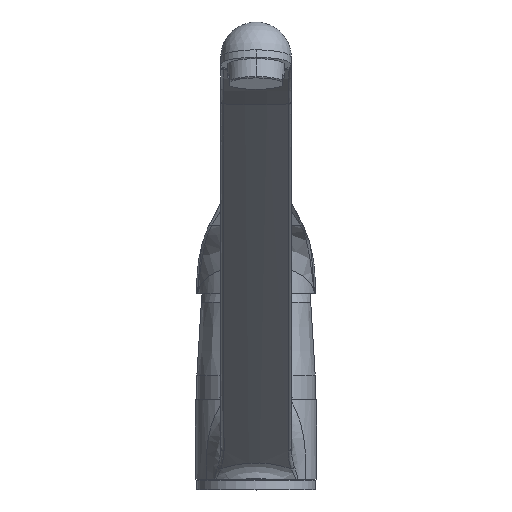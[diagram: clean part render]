
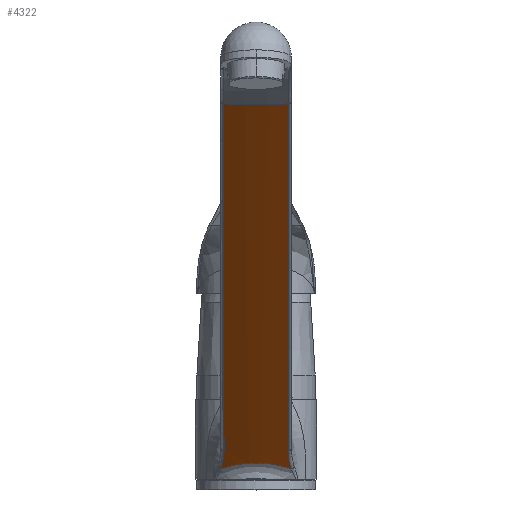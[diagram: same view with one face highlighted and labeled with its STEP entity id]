
A CAD part, top view. The second image highlights one B-rep face of the part: STEP entity #4322.
In plain terms, the highlighted cylindrical face has radius 217.812 mm (diameter 435.625 mm), a partial arc.
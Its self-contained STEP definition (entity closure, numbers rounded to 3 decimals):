
#154=CARTESIAN_POINT('',(-14.802,8.769,24.759));
#406=CARTESIAN_POINT('',(13.463,16.314,33.571));
#407=CARTESIAN_POINT('',(13.504,33.332,53.144));
#408=CARTESIAN_POINT('',(13.588,66.813,91.651));
#409=CARTESIAN_POINT('',(13.708,115.308,147.427));
#410=CARTESIAN_POINT('',(13.785,146.607,183.425));
#411=CARTESIAN_POINT('',(13.822,161.989,201.116));
#413=CARTESIAN_POINT('',(14.772,8.78,24.775));
#414=CARTESIAN_POINT('',(14.677,9.047,25.092));
#415=CARTESIAN_POINT('',(14.496,9.585,25.729));
#416=CARTESIAN_POINT('',(14.254,10.406,26.697));
#417=CARTESIAN_POINT('',(14.043,11.239,27.676));
#418=CARTESIAN_POINT('',(13.863,12.084,28.666));
#419=CARTESIAN_POINT('',(13.715,12.939,29.664));
#420=CARTESIAN_POINT('',(13.6,13.796,30.661));
#421=CARTESIAN_POINT('',(13.519,14.649,31.65));
#422=CARTESIAN_POINT('',(13.471,15.492,32.625));
#423=CARTESIAN_POINT('',(13.462,16.042,33.258));
#424=CARTESIAN_POINT('',(13.463,16.314,33.571));
#426=CARTESIAN_POINT('',(14.772,8.78,24.775));
#427=CARTESIAN_POINT('',(14.503,8.879,24.916));
#428=CARTESIAN_POINT('',(13.963,9.069,25.189));
#429=CARTESIAN_POINT('',(13.145,9.337,25.575));
#430=CARTESIAN_POINT('',(12.32,9.586,25.935));
#431=CARTESIAN_POINT('',(11.49,9.818,26.271));
#432=CARTESIAN_POINT('',(10.655,10.032,26.582));
#433=CARTESIAN_POINT('',(9.816,10.228,26.868));
#434=CARTESIAN_POINT('',(8.973,10.407,27.129));
#435=CARTESIAN_POINT('',(8.127,10.569,27.366));
#436=CARTESIAN_POINT('',(7.278,10.714,27.579));
#437=CARTESIAN_POINT('',(6.426,10.843,27.768));
#438=CARTESIAN_POINT('',(5.571,10.955,27.933));
#439=CARTESIAN_POINT('',(4.715,11.051,28.074));
#440=CARTESIAN_POINT('',(3.856,11.131,28.191));
#441=CARTESIAN_POINT('',(2.997,11.194,28.285));
#442=CARTESIAN_POINT('',(2.136,11.242,28.355));
#443=CARTESIAN_POINT('',(1.275,11.273,28.402));
#444=CARTESIAN_POINT('',(0.413,11.289,28.425));
#445=CARTESIAN_POINT('',(-0.449,11.288,28.424));
#446=CARTESIAN_POINT('',(-1.311,11.272,28.4));
#447=CARTESIAN_POINT('',(-2.172,11.24,28.353));
#448=CARTESIAN_POINT('',(-3.033,11.192,28.282));
#449=CARTESIAN_POINT('',(-3.892,11.127,28.187));
#450=CARTESIAN_POINT('',(-4.751,11.047,28.069));
#451=CARTESIAN_POINT('',(-5.607,10.951,27.927));
#452=CARTESIAN_POINT('',(-6.462,10.838,27.761));
#453=CARTESIAN_POINT('',(-7.314,10.708,27.571));
#454=CARTESIAN_POINT('',(-8.163,10.562,27.357));
#455=CARTESIAN_POINT('',(-9.009,10.4,27.119));
#456=CARTESIAN_POINT('',(-9.852,10.22,26.856));
#457=CARTESIAN_POINT('',(-10.691,10.023,26.569));
#458=CARTESIAN_POINT('',(-11.525,9.808,26.257));
#459=CARTESIAN_POINT('',(-12.355,9.576,25.92));
#460=CARTESIAN_POINT('',(-13.178,9.326,25.559));
#461=CARTESIAN_POINT('',(-13.995,9.058,25.173));
#462=CARTESIAN_POINT('',(-14.534,8.868,24.9));
#463=CARTESIAN_POINT('',(-14.802,8.769,24.759));
#465=CARTESIAN_POINT('',(-13.463,16.393,33.662));
#466=CARTESIAN_POINT('',(-13.462,16.126,33.354));
#467=CARTESIAN_POINT('',(-13.472,15.583,32.729));
#468=CARTESIAN_POINT('',(-13.519,14.741,31.756));
#469=CARTESIAN_POINT('',(-13.602,13.883,30.761));
#470=CARTESIAN_POINT('',(-13.719,13.013,29.749));
#471=CARTESIAN_POINT('',(-13.871,12.141,28.731));
#472=CARTESIAN_POINT('',(-14.057,11.276,27.718));
#473=CARTESIAN_POINT('',(-14.274,10.424,26.716));
#474=CARTESIAN_POINT('',(-14.522,9.586,25.727));
#475=CARTESIAN_POINT('',(-14.706,9.04,25.08));
#476=CARTESIAN_POINT('',(-14.802,8.769,24.759));
#478=CARTESIAN_POINT('',(-13.822,161.989,201.116));
#479=CARTESIAN_POINT('',(-13.785,146.494,183.295));
#480=CARTESIAN_POINT('',(-13.708,115.051,147.131));
#481=CARTESIAN_POINT('',(-13.587,66.597,91.403));
#482=CARTESIAN_POINT('',(-13.504,33.287,53.092));
#483=CARTESIAN_POINT('',(-13.463,16.393,33.662));
#495=CARTESIAN_POINT('',(13.822,161.989,201.116));
#512=CARTESIAN_POINT('',(0.,326.043,58.506));
#513=DIRECTION('',(0.,0.656,0.755));
#514=DIRECTION('',(-0.063,-0.753,0.655));
#515=AXIS2_PLACEMENT_3D('',#512,#513,#514);
#3403=VERTEX_POINT('',#495);
#3405=VERTEX_POINT('',#406);
#3407=VERTEX_POINT('',#413);
#3414=VERTEX_POINT('',#154);
#3415=VERTEX_POINT('',#465);
#3417=VERTEX_POINT('',#478);
#4305=CARTESIAN_POINT('',(0.,168.785,
-122.398));
#4306=DIRECTION('',(0.,0.656,0.755));
#4307=DIRECTION('',(0.,-0.755,0.656));
#4308=AXIS2_PLACEMENT_3D('',#4305,#4306,#4307);
#4309=CYLINDRICAL_SURFACE('',#4308,217.813);
#4311=ORIENTED_EDGE('',*,*,#4310,.F.);
#4312=ORIENTED_EDGE('',*,*,#4289,.F.);
#4313=ORIENTED_EDGE('',*,*,#3912,.T.);
#4315=ORIENTED_EDGE('',*,*,#4314,.F.);
#4317=ORIENTED_EDGE('',*,*,#4316,.F.);
#4319=ORIENTED_EDGE('',*,*,#4318,.T.);
#4320=EDGE_LOOP('',(#4311,#4312,#4313,#4315,#4317,#4319));
#4321=FACE_OUTER_BOUND('',#4320,.F.);
#4322=ADVANCED_FACE('',(#4321),#4309,.T.);
#412=B_SPLINE_CURVE_WITH_KNOTS('',3,(#406,#407,#408,#409,#410,#411),
.UNSPECIFIED.,.F.,.F.,(4,1,1,4),(0.,0.333,0.667,1.),
.UNSPECIFIED.);
#425=B_SPLINE_CURVE_WITH_KNOTS('',3,(#413,#414,#415,#416,#417,#418,#419,#420,
#421,#422,#423,#424),.UNSPECIFIED.,.F.,.F.,(4,1,1,1,1,1,1,1,1,4),(0.,
0.111,0.222,0.333,0.444,
0.556,0.667,0.778,0.889,1.),
.UNSPECIFIED.);
#464=B_SPLINE_CURVE_WITH_KNOTS('',3,(#426,#427,#428,#429,#430,#431,#432,#433,
#434,#435,#436,#437,#438,#439,#440,#441,#442,#443,#444,#445,#446,#447,#448,#449,
#450,#451,#452,#453,#454,#455,#456,#457,#458,#459,#460,#461,#462,#463),
.UNSPECIFIED.,.F.,.F.,(4,1,1,1,1,1,1,1,1,1,1,1,1,1,1,1,1,1,1,1,1,1,1,1,1,1,1,1,
1,1,1,1,1,1,1,4),(0.,0.029,0.057,0.086,
0.114,0.143,0.171,0.2,0.229,
0.257,0.286,0.314,0.343,
0.371,0.4,0.429,0.457,0.486,
0.514,0.543,0.571,0.6,0.629,
0.657,0.686,0.714,0.743,
0.771,0.8,0.829,0.857,0.886,
0.914,0.943,0.971,1.),.UNSPECIFIED.);
#477=B_SPLINE_CURVE_WITH_KNOTS('',3,(#465,#466,#467,#468,#469,#470,#471,#472,
#473,#474,#475,#476),.UNSPECIFIED.,.F.,.F.,(4,1,1,1,1,1,1,1,1,4),(0.,
0.111,0.222,0.333,0.444,
0.556,0.667,0.778,0.889,1.),
.UNSPECIFIED.);
#484=B_SPLINE_CURVE_WITH_KNOTS('',3,(#478,#479,#480,#481,#482,#483),
.UNSPECIFIED.,.F.,.F.,(4,1,1,4),(0.,0.333,0.667,1.),
.UNSPECIFIED.);
#516=CIRCLE('',#515,217.813);
#3912=EDGE_CURVE('',#3407,#3414,#464,.T.);
#4289=EDGE_CURVE('',#3407,#3405,#425,.T.);
#4310=EDGE_CURVE('',#3405,#3403,#412,.T.);
#4314=EDGE_CURVE('',#3415,#3414,#477,.T.);
#4316=EDGE_CURVE('',#3417,#3415,#484,.T.);
#4318=EDGE_CURVE('',#3417,#3403,#516,.T.);
